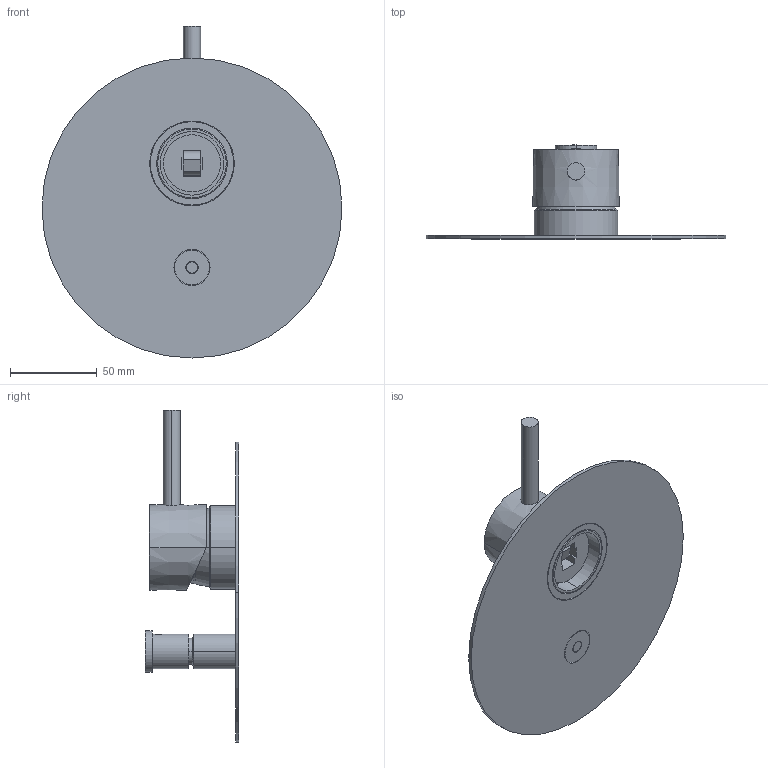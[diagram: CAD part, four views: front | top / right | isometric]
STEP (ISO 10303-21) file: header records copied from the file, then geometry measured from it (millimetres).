
FILE_DESCRIPTION((''),'2;1');
FILE_NAME('SKBOX015ST-M','2022-01-24T11:07:52',('ut3'),('PAFFONI SpA'),'CREO PARAMETRIC BY PTC INC, 2020044','CREO PARAMETRIC BY PTC INC, 2020044','');
FILE_SCHEMA(('CONFIG_CONTROL_DESIGN','SHAPE_APPEARANCE_LAYERS_GROUPS'));
Length unit declared in the file: millimetre
Products named in the file (1): SKBOX015ST-M
Bounding box: 173 x 54.21 x 191.47 mm (x, y, z)
Volume: 107152.4 mm3; surface area: 92637.8 mm2
Topology: 4 solids, 4 shells, 818 faces, 2231 edges, 1420 vertices
Faces by surface type: plane 491, cylinder 196, torus 66, cone 63, bspline 2
Entity records: 34373 total; most frequent: CARTESIAN_POINT 7659, ORIENTED_EDGE 4446, DIRECTION 4144, EDGE_CURVE 2223, AXIS2_PLACEMENT_3D 1448, VERTEX_POINT 1420, VECTOR 1248, LINE 1248
